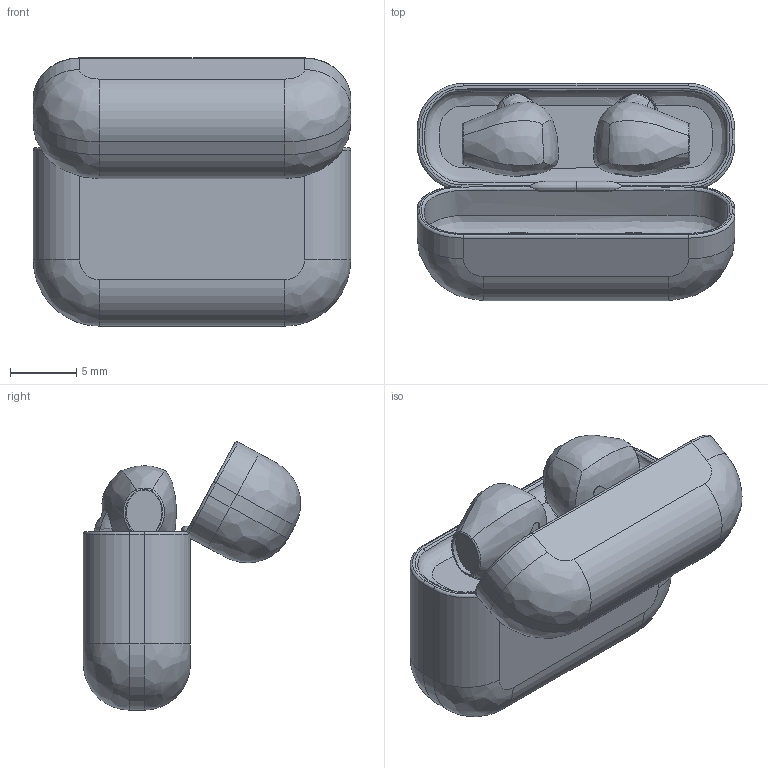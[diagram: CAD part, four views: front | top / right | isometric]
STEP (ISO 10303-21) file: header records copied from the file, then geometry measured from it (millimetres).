
FILE_DESCRIPTION(('FreeCAD Model'),'2;1');
FILE_NAME('Open CASCADE Shape Model','2025-05-29T06:49:53',('FreeCAD'),( 'FreeCAD'),'Open CASCADE STEP processor 7.6','FreeCAD','Unknown');
FILE_SCHEMA(('AUTOMOTIVE_DESIGN { 1 0 10303 214 1 1 1 1 }'));
Length unit declared in the file: millimetre
Products named in the file (1): Open CASCADE STEP translator 7.6 1
Bounding box: 24 x 16.43 x 20.28 mm (x, y, z)
Volume: 3053.5 mm3; surface area: 2694.5 mm2
Topology: 5 solids, 5 shells, 198 faces, 500 edges, 312 vertices
Faces by surface type: bspline 114, plane 38, cylinder 38, torus 8
Full cylindrical faces by diameter (mm): 0.598 x1, 0.6 x3
Entity records: 27728 total; most frequent: CARTESIAN_POINT 23797, ORIENTED_EDGE 980, DIRECTION 527, EDGE_CURVE 490, VERTEX_POINT 312, B_SPLINE_CURVE_WITH_KNOTS 263, AXIS2_PLACEMENT_3D 215, FACE_BOUND 208
